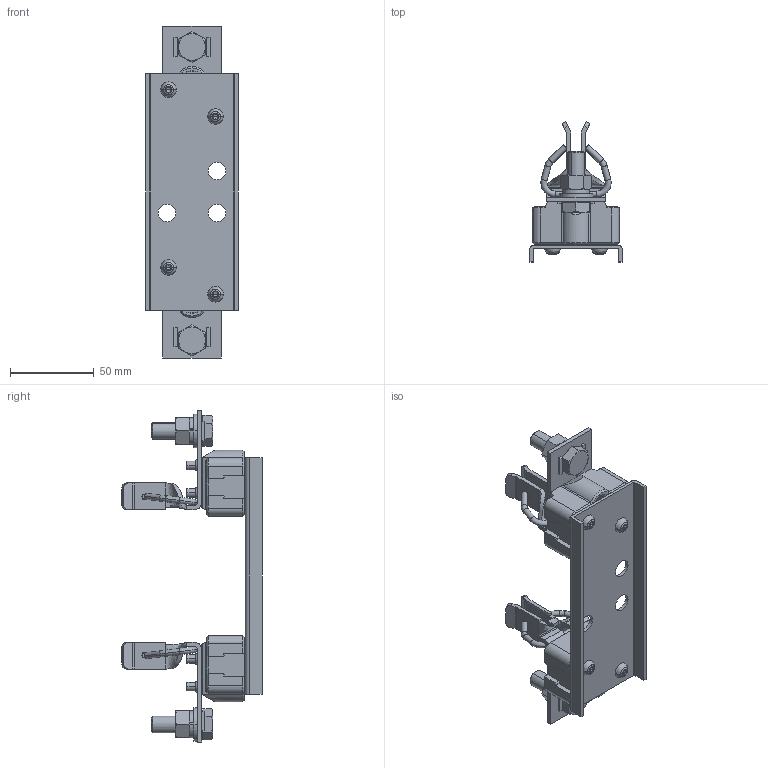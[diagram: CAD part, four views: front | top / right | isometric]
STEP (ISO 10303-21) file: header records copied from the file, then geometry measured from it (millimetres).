
FILE_DESCRIPTION((''),'2;1');
FILE_NAME('PK1_004122025_ASM','2022-02-17T09:00:44',('marketing.praksa'),('Audax d.o.o.'),'CREO PARAMETRIC BY PTC INC, 2021304','CREO PARAMETRIC BY PTC INC, 2021304','');
FILE_SCHEMA(('AP242_MANAGED_MODEL_BASED_3D_ENGINEERING_MIM_LF { 1 0 10303 442 1 1 4 }'));
Length unit declared in the file: millimetre
Products named in the file (13): 0000048051_1; 0000038637_1; 0000038447_1; 0000038645_AF0_1; 0000038645_AF1_1; 0000032606_4; 0000044574_4; 0000032607_2; 0000032604_2; 0000032603_2; 0000032605_2; ASM0104K; PK1_004122025_ASM
Assembly tree (24 placements, depth 2):
  PK1_004122025_ASM
    0000048051_1
    0000038637_1  x2
    0000038447_1  x2
    0000038645_AF0_1
    0000038645_AF1_1
    0000032606_4  x4
    0000044574_4  x4
    0000032607_2  x2
    0000032604_2  x2
    0000032603_2  x2
    0000032605_2  x2
    ASM0104K
Bounding box: 55 x 83.6 x 198 mm (x, y, z)
Volume: 126706.6 mm3; surface area: 73678.4 mm2
Topology: 26 solids, 44 shells, 1051 faces, 2986 edges, 2182 vertices
Faces by surface type: plane 499, cylinder 312, cone 150, torus 44, bspline 30, sphere 16
Entity records: 42028 total; most frequent: CARTESIAN_POINT 14083, DIRECTION 3394, ORIENTED_EDGE 2758, PRESENTATION_STYLE_ASSIGNMENT 2186, STYLED_ITEM 2186, CURVE_STYLE 1579, EDGE_CURVE 1395, AXIS2_PLACEMENT_3D 1266
